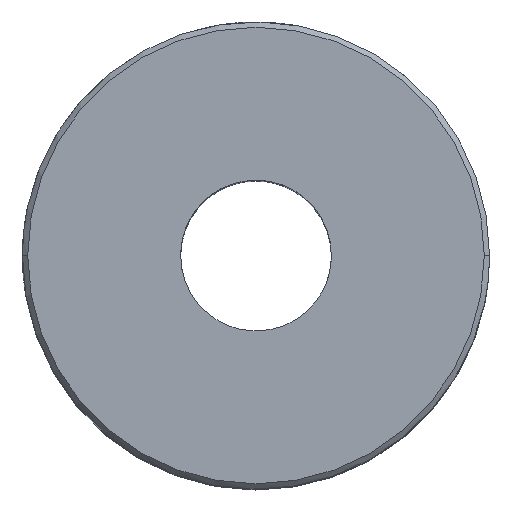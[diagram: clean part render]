
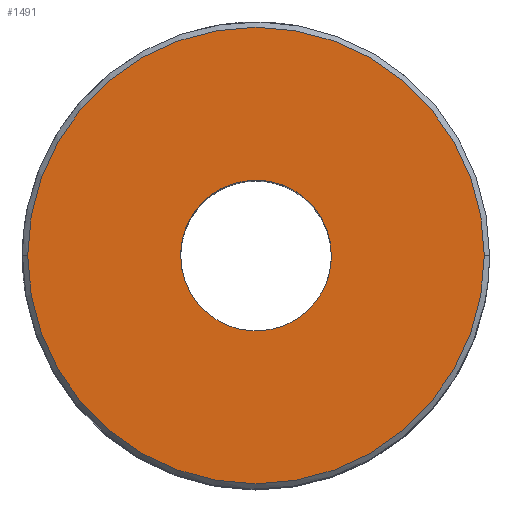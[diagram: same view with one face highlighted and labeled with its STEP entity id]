
A CAD part, top view. The second image highlights one B-rep face of the part: STEP entity #1491.
In plain terms, the highlighted planar face has unit normal (0, 0, 1).
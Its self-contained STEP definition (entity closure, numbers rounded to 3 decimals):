
#1197=CARTESIAN_POINT('Vertex',(7.573,0.,8.)) ;
#1200=CARTESIAN_POINT('Axis2P3D Location',(0.,0.,8.)) ;
#1204=CARTESIAN_POINT('Vertex',(-7.573,0.,8.)) ;
#1325=CARTESIAN_POINT('Axis2P3D Location',(0.,0.,8.)) ;
#1422=CARTESIAN_POINT('Axis2P3D Location',(0.,7.573,8.)) ;
#1432=CARTESIAN_POINT('Control Point',(2.5,0.,8.)) ;
#1433=CARTESIAN_POINT('Control Point',(2.5,0.232,8.)) ;
#1434=CARTESIAN_POINT('Control Point',(2.473,0.465,8.)) ;
#1435=CARTESIAN_POINT('Control Point',(2.419,0.693,8.)) ;
#1436=CARTESIAN_POINT('Control Point',(2.259,1.133,8.)) ;
#1437=CARTESIAN_POINT('Control Point',(2.002,1.524,8.)) ;
#1438=CARTESIAN_POINT('Control Point',(1.852,1.704,8.)) ;
#1439=CARTESIAN_POINT('Control Point',(1.512,2.025,8.)) ;
#1440=CARTESIAN_POINT('Control Point',(1.107,2.26,8.)) ;
#1441=CARTESIAN_POINT('Control Point',(0.892,2.353,8.)) ;
#1442=CARTESIAN_POINT('Control Point',(0.444,2.488,8.)) ;
#1443=CARTESIAN_POINT('Control Point',(-0.023,2.516,8.)) ;
#1444=CARTESIAN_POINT('Control Point',(-0.257,2.503,8.)) ;
#1445=CARTESIAN_POINT('Control Point',(-0.718,2.423,8.)) ;
#1446=CARTESIAN_POINT('Control Point',(-1.149,2.239,8.)) ;
#1447=CARTESIAN_POINT('Control Point',(-1.352,2.122,8.)) ;
#1448=CARTESIAN_POINT('Control Point',(-1.728,1.844,8.)) ;
#1449=CARTESIAN_POINT('Control Point',(-2.03,1.487,8.)) ;
#1450=CARTESIAN_POINT('Control Point',(-2.16,1.291,8.)) ;
#1451=CARTESIAN_POINT('Control Point',(-2.346,0.924,8.)) ;
#1452=CARTESIAN_POINT('Control Point',(-2.453,0.528,8.)) ;
#1453=CARTESIAN_POINT('Control Point',(-2.484,0.353,8.)) ;
#1454=CARTESIAN_POINT('Control Point',(-2.5,0.177,8.)) ;
#1455=CARTESIAN_POINT('Control Point',(-2.5,0.,8.)) ;
#1456=CARTESIAN_POINT('Vertex',(2.5,0.,8.)) ;
#1458=CARTESIAN_POINT('Vertex',(-2.5,0.,8.)) ;
#1462=CARTESIAN_POINT('Control Point',(-2.5,0.,8.)) ;
#1463=CARTESIAN_POINT('Control Point',(-2.5,-0.232,8.)) ;
#1464=CARTESIAN_POINT('Control Point',(-2.473,-0.465,8.)) ;
#1465=CARTESIAN_POINT('Control Point',(-2.419,-0.693,8.)) ;
#1466=CARTESIAN_POINT('Control Point',(-2.259,-1.133,8.)) ;
#1467=CARTESIAN_POINT('Control Point',(-2.002,-1.524,8.)) ;
#1468=CARTESIAN_POINT('Control Point',(-1.852,-1.704,8.)) ;
#1469=CARTESIAN_POINT('Control Point',(-1.512,-2.025,8.)) ;
#1470=CARTESIAN_POINT('Control Point',(-1.107,-2.26,8.)) ;
#1471=CARTESIAN_POINT('Control Point',(-0.892,-2.353,8.)) ;
#1472=CARTESIAN_POINT('Control Point',(-0.444,-2.488,8.)) ;
#1473=CARTESIAN_POINT('Control Point',(0.023,-2.516,8.)) ;
#1474=CARTESIAN_POINT('Control Point',(0.257,-2.503,8.)) ;
#1475=CARTESIAN_POINT('Control Point',(0.718,-2.423,8.)) ;
#1476=CARTESIAN_POINT('Control Point',(1.149,-2.239,8.)) ;
#1477=CARTESIAN_POINT('Control Point',(1.352,-2.122,8.)) ;
#1478=CARTESIAN_POINT('Control Point',(1.728,-1.844,8.)) ;
#1479=CARTESIAN_POINT('Control Point',(2.03,-1.487,8.)) ;
#1480=CARTESIAN_POINT('Control Point',(2.16,-1.291,8.)) ;
#1481=CARTESIAN_POINT('Control Point',(2.346,-0.924,8.)) ;
#1482=CARTESIAN_POINT('Control Point',(2.453,-0.528,8.)) ;
#1483=CARTESIAN_POINT('Control Point',(2.484,-0.353,8.)) ;
#1484=CARTESIAN_POINT('Control Point',(2.5,-0.177,8.)) ;
#1485=CARTESIAN_POINT('Control Point',(2.5,0.,8.)) ;
#1201=DIRECTION('Axis2P3D Direction',(0.,0.,-1.)) ;
#1326=DIRECTION('Axis2P3D Direction',(0.,0.,-1.)) ;
#1423=DIRECTION('Axis2P3D Direction',(0.,0.,-1.)) ;
#1424=DIRECTION('Axis2P3D XDirection',(-1.,0.,-0.)) ;
#1202=AXIS2_PLACEMENT_3D('Circle Axis2P3D',#1200,#1201,$) ;
#1327=AXIS2_PLACEMENT_3D('Circle Axis2P3D',#1325,#1326,$) ;
#1425=AXIS2_PLACEMENT_3D('Plane Axis2P3D',#1422,#1423,#1424) ;
#1428=ORIENTED_EDGE('',*,*,#1206,.T.) ;
#1429=ORIENTED_EDGE('',*,*,#1329,.T.) ;
#1488=ORIENTED_EDGE('',*,*,#1460,.F.) ;
#1489=ORIENTED_EDGE('',*,*,#1486,.F.) ;
#1490=FACE_BOUND('',#1487,.T.) ;
#1491=ADVANCED_FACE('Boss-Extrude1',(#1430,#1490),#1426,.F.) ;
#1431=B_SPLINE_CURVE_WITH_KNOTS('',5,(#1432,#1433,#1434,#1435,#1436,#1437,#1438,#1439,#1440,#1441,#1442,#1443,#1444,#1445,#1446,#1447,#1448,#1449,#1450,#1451,#1452,#1453,#1454,#1455),.UNSPECIFIED.,.F.,.U.,(6,3,3,3,3,3,3,6),(0.,1.643,3.286,4.929,6.573,8.216,9.859,11.107),.UNSPECIFIED.) ;
#1461=B_SPLINE_CURVE_WITH_KNOTS('',5,(#1462,#1463,#1464,#1465,#1466,#1467,#1468,#1469,#1470,#1471,#1472,#1473,#1474,#1475,#1476,#1477,#1478,#1479,#1480,#1481,#1482,#1483,#1484,#1485),.UNSPECIFIED.,.F.,.U.,(6,3,3,3,3,3,3,6),(0.,1.643,3.286,4.929,6.573,8.216,9.859,11.107),.UNSPECIFIED.) ;
#1203=CIRCLE('generated circle',#1202,7.573) ;
#1328=CIRCLE('generated circle',#1327,7.573) ;
#1206=EDGE_CURVE('',#1205,#1198,#1203,.F.) ;
#1329=EDGE_CURVE('',#1198,#1205,#1328,.F.) ;
#1460=EDGE_CURVE('',#1457,#1459,#1431,.T.) ;
#1486=EDGE_CURVE('',#1459,#1457,#1461,.T.) ;
#1427=EDGE_LOOP('',(#1428,#1429)) ;
#1487=EDGE_LOOP('',(#1488,#1489)) ;
#1430=FACE_OUTER_BOUND('',#1427,.T.) ;
#1426=PLANE('',#1425) ;
#1198=VERTEX_POINT('',#1197) ;
#1205=VERTEX_POINT('',#1204) ;
#1457=VERTEX_POINT('',#1456) ;
#1459=VERTEX_POINT('',#1458) ;
